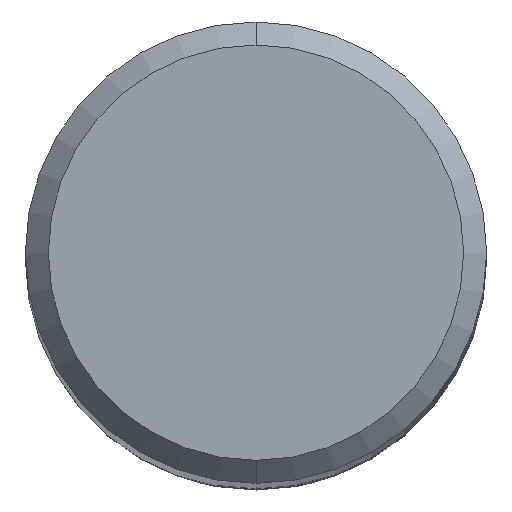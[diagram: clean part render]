
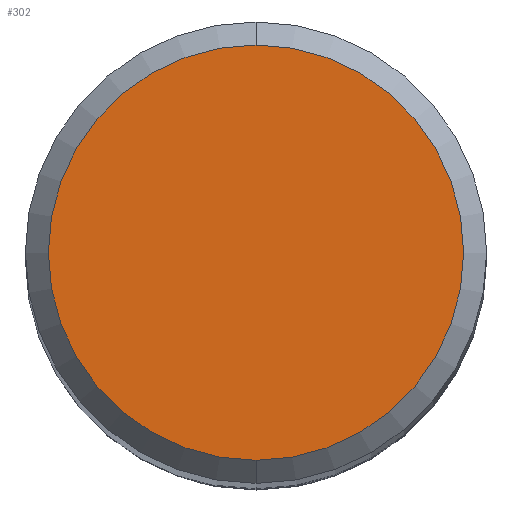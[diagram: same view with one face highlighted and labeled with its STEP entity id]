
A CAD part, top view. The second image highlights one B-rep face of the part: STEP entity #302.
In plain terms, the highlighted planar face has unit normal (0, 0, 1).
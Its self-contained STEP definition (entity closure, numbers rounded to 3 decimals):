
#192=EDGE_CURVE('',#224,#408,#476,.T.);
#224=VERTEX_POINT('',#511);
#262=EDGE_CURVE('',#408,#224,#553,.T.);
#302=ADVANCED_FACE('',(#597),#598,.T.);
#408=VERTEX_POINT('',#714);
#476=CIRCLE('',#787,3.6);
#511=CARTESIAN_POINT('',(0.,-3.6,0.0));
#553=CIRCLE('',#953,3.6);
#597=FACE_OUTER_BOUND('',#1035,.T.);
#598=PLANE('',#1036);
#714=CARTESIAN_POINT('',(0.0,3.6,0.0));
#787=AXIS2_PLACEMENT_3D('',#1381,#1382,#1383);
#953=AXIS2_PLACEMENT_3D('',#1476,#1477,#1478);
#1035=EDGE_LOOP('',(#1519,#1520));
#1036=AXIS2_PLACEMENT_3D('',#1521,#1522,#1523);
#1381=CARTESIAN_POINT('',(0.0,0.0,0.0));
#1382=DIRECTION('',(0.0,0.0,-1.0));
#1383=DIRECTION('',(0.0,1.0,0.0));
#1476=CARTESIAN_POINT('',(0.0,0.0,0.0));
#1477=DIRECTION('',(0.0,0.0,-1.0));
#1478=DIRECTION('',(0.0,1.0,0.0));
#1519=ORIENTED_EDGE('',*,*,#262,.F.);
#1520=ORIENTED_EDGE('',*,*,#192,.F.);
#1521=CARTESIAN_POINT('',(0.0,1.8,0.0));
#1522=DIRECTION('',(-0.0,0.0,1.0));
#1523=DIRECTION('',(0.0,-1.0,0.0));
